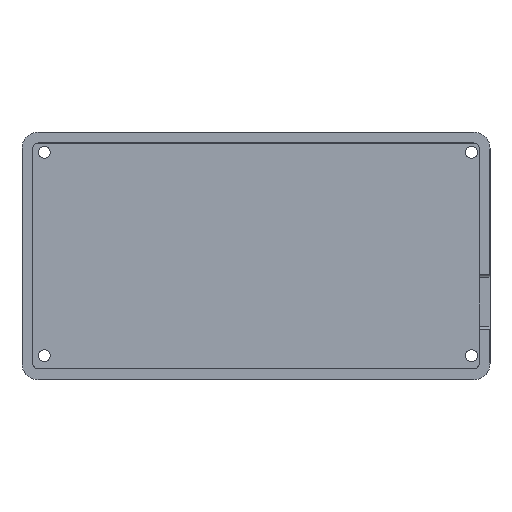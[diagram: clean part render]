
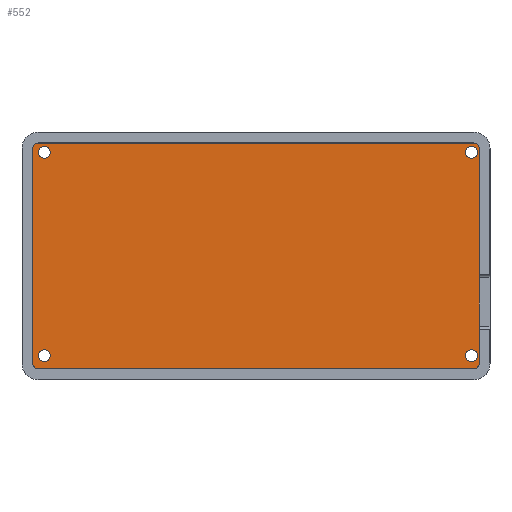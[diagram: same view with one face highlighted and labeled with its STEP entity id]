
A CAD part, top view. The second image highlights one B-rep face of the part: STEP entity #552.
In plain terms, the highlighted planar face has unit normal (0, 0, 1).
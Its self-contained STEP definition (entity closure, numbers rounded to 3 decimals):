
#33=FACE_BOUND('',#93,.T.);
#34=FACE_BOUND('',#94,.T.);
#35=FACE_BOUND('',#95,.T.);
#36=FACE_BOUND('',#96,.T.);
#60=FACE_OUTER_BOUND('',#92,.T.);
#92=EDGE_LOOP('',(#487,#488,#489,#490,#491,#492,#493,#494));
#93=EDGE_LOOP('',(#495));
#94=EDGE_LOOP('',(#496));
#95=EDGE_LOOP('',(#497));
#96=EDGE_LOOP('',(#498));
#113=CIRCLE('',#589,1.1);
#114=CIRCLE('',#591,1.1);
#115=CIRCLE('',#593,1.1);
#116=CIRCLE('',#595,1.1);
#125=CIRCLE('',#613,1.);
#126=CIRCLE('',#616,1.);
#127=CIRCLE('',#621,1.);
#128=CIRCLE('',#622,1.);
#159=LINE('',#891,#209);
#168=LINE('',#920,#218);
#172=LINE('',#929,#222);
#176=LINE('',#942,#226);
#209=VECTOR('',#725,10.);
#218=VECTOR('',#750,10.);
#222=VECTOR('',#760,10.);
#226=VECTOR('',#778,10.);
#252=VERTEX_POINT('',#848);
#253=VERTEX_POINT('',#852);
#254=VERTEX_POINT('',#856);
#255=VERTEX_POINT('',#860);
#263=VERTEX_POINT('',#888);
#264=VERTEX_POINT('',#890);
#275=VERTEX_POINT('',#917);
#276=VERTEX_POINT('',#919);
#277=VERTEX_POINT('',#923);
#278=VERTEX_POINT('',#927);
#279=VERTEX_POINT('',#939);
#280=VERTEX_POINT('',#941);
#308=EDGE_CURVE('',#252,#252,#113,.T.);
#310=EDGE_CURVE('',#253,#253,#114,.T.);
#312=EDGE_CURVE('',#254,#254,#115,.T.);
#314=EDGE_CURVE('',#255,#255,#116,.T.);
#329=EDGE_CURVE('',#263,#264,#159,.T.);
#344=EDGE_CURVE('',#275,#276,#168,.T.);
#347=EDGE_CURVE('',#275,#277,#125,.T.);
#349=EDGE_CURVE('',#278,#277,#172,.T.);
#350=EDGE_CURVE('',#278,#264,#126,.T.);
#354=EDGE_CURVE('',#263,#279,#127,.T.);
#355=EDGE_CURVE('',#280,#279,#176,.T.);
#356=EDGE_CURVE('',#280,#276,#128,.T.);
#487=ORIENTED_EDGE('',*,*,#329,.F.);
#488=ORIENTED_EDGE('',*,*,#354,.T.);
#489=ORIENTED_EDGE('',*,*,#355,.F.);
#490=ORIENTED_EDGE('',*,*,#356,.T.);
#491=ORIENTED_EDGE('',*,*,#344,.F.);
#492=ORIENTED_EDGE('',*,*,#347,.T.);
#493=ORIENTED_EDGE('',*,*,#349,.F.);
#494=ORIENTED_EDGE('',*,*,#350,.T.);
#495=ORIENTED_EDGE('',*,*,#308,.T.);
#496=ORIENTED_EDGE('',*,*,#310,.T.);
#497=ORIENTED_EDGE('',*,*,#312,.T.);
#498=ORIENTED_EDGE('',*,*,#314,.T.);
#526=PLANE('',#620);
#552=ADVANCED_FACE('',(#60,#33,#34,#35,#36),#526,.F.);
#589=AXIS2_PLACEMENT_3D('',#849,#680,#681);
#591=AXIS2_PLACEMENT_3D('',#853,#685,#686);
#593=AXIS2_PLACEMENT_3D('',#857,#690,#691);
#595=AXIS2_PLACEMENT_3D('',#861,#695,#696);
#613=AXIS2_PLACEMENT_3D('',#925,#755,#756);
#616=AXIS2_PLACEMENT_3D('',#931,#763,#764);
#620=AXIS2_PLACEMENT_3D('',#938,#774,#775);
#621=AXIS2_PLACEMENT_3D('',#940,#776,#777);
#622=AXIS2_PLACEMENT_3D('',#943,#779,#780);
#680=DIRECTION('center_axis',(0.,0.,-1.));
#681=DIRECTION('ref_axis',(-1.,0.,0.));
#685=DIRECTION('center_axis',(0.,0.,-1.));
#686=DIRECTION('ref_axis',(-1.,0.,0.));
#690=DIRECTION('center_axis',(0.,0.,-1.));
#691=DIRECTION('ref_axis',(-1.,0.,0.));
#695=DIRECTION('center_axis',(0.,0.,-1.));
#696=DIRECTION('ref_axis',(-1.,0.,0.));
#725=DIRECTION('',(0.,-1.,0.));
#750=DIRECTION('',(0.,1.,0.));
#755=DIRECTION('center_axis',(0.,0.,1.));
#756=DIRECTION('ref_axis',(-0.707,-0.707,0.));
#760=DIRECTION('',(-1.,0.,0.));
#763=DIRECTION('center_axis',(0.,0.,1.));
#764=DIRECTION('ref_axis',(0.707,-0.707,0.));
#774=DIRECTION('center_axis',(0.,0.,-1.));
#775=DIRECTION('ref_axis',(-1.,0.,0.));
#776=DIRECTION('center_axis',(0.,0.,1.));
#777=DIRECTION('ref_axis',(0.707,0.707,0.));
#778=DIRECTION('',(1.,0.,0.));
#779=DIRECTION('center_axis',(0.,0.,1.));
#780=DIRECTION('ref_axis',(-0.707,0.707,0.));
#848=CARTESIAN_POINT('',(122.265,-99.535,-4.));
#849=CARTESIAN_POINT('Origin',(121.165,-99.535,-4.));
#852=CARTESIAN_POINT('',(122.265,-61.735,-4.));
#853=CARTESIAN_POINT('Origin',(121.165,-61.735,-4.));
#856=CARTESIAN_POINT('',(201.665,-61.735,-4.));
#857=CARTESIAN_POINT('Origin',(200.565,-61.735,-4.));
#860=CARTESIAN_POINT('',(201.665,-99.535,-4.));
#861=CARTESIAN_POINT('Origin',(200.565,-99.535,-4.));
#888=CARTESIAN_POINT('',(202.,-61.,-4.));
#890=CARTESIAN_POINT('',(202.,-101.,-4.));
#891=CARTESIAN_POINT('',(202.,-102.,-4.));
#917=CARTESIAN_POINT('',(119.,-101.,-4.));
#919=CARTESIAN_POINT('',(119.,-61.,-4.));
#920=CARTESIAN_POINT('',(119.,-60.,-4.));
#923=CARTESIAN_POINT('',(120.,-102.,-4.));
#925=CARTESIAN_POINT('Origin',(120.,-101.,-4.));
#927=CARTESIAN_POINT('',(201.,-102.,-4.));
#929=CARTESIAN_POINT('',(119.,-102.,-4.));
#931=CARTESIAN_POINT('Origin',(201.,-101.,-4.));
#938=CARTESIAN_POINT('Origin',(160.5,-81.,-4.));
#939=CARTESIAN_POINT('',(201.,-60.,-4.));
#940=CARTESIAN_POINT('Origin',(201.,-61.,-4.));
#941=CARTESIAN_POINT('',(120.,-60.,-4.));
#942=CARTESIAN_POINT('',(202.,-60.,-4.));
#943=CARTESIAN_POINT('Origin',(120.,-61.,-4.));
